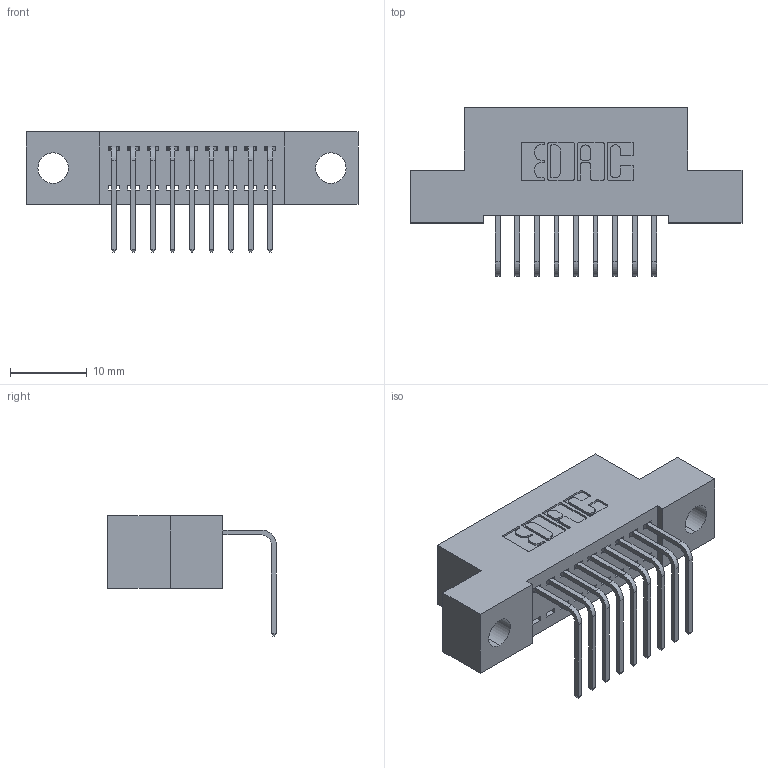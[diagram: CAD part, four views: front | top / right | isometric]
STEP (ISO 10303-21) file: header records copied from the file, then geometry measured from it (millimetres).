
FILE_DESCRIPTION (( 'STEP AP203' ), '1' );
FILE_NAME ('392-009-558-104.STEP', '2019-10-05T00:25:03', ( '' ), ( '' ), 'SwSTEP 2.0', 'SolidWorks 2016', '' );
FILE_SCHEMA (( 'CONFIG_CONTROL_DESIGN' ));
Length unit declared in the file: inch
Products named in the file (3): 342 Part_.156 TH; 345-292-001_558 Tail - 2; 392-009-558-104
Assembly tree (10 placements, depth 2):
  392-009-558-104
    342 Part_.156 TH
    345-292-001_558 Tail - 2  x9
Bounding box: 43.18 x 21.91 x 15.62 mm (x, y, z)
Volume: 3607.4 mm3; surface area: 4670.3 mm2
Topology: 10 solids, 10 shells, 650 faces, 1937 edges, 1278 vertices
Faces by surface type: plane 462, cylinder 188
Entity records: 9725 total; most frequent: CARTESIAN_POINT 1689, ORIENTED_EDGE 1634, DIRECTION 1491, EDGE_CURVE 817, LINE 689, VECTOR 689, VERTEX_POINT 542, AXIS2_PLACEMENT_3D 401
